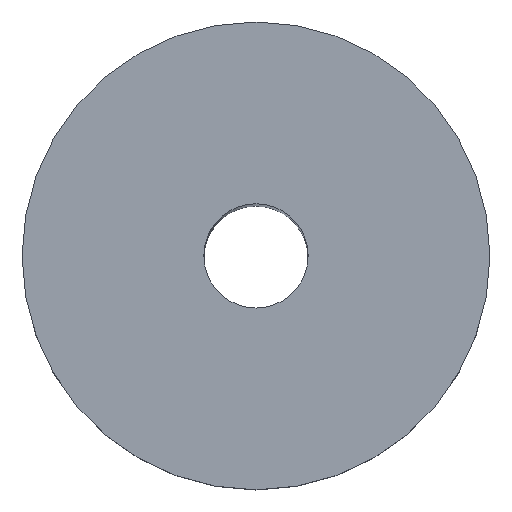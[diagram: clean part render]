
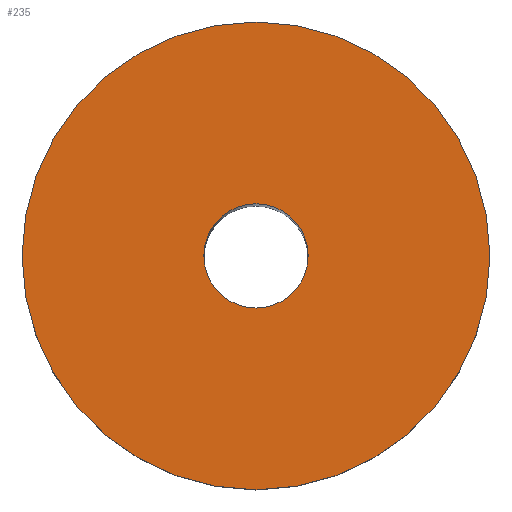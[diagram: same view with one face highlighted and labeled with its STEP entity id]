
A CAD part, top view. The second image highlights one B-rep face of the part: STEP entity #235.
In plain terms, the highlighted planar face has unit normal (0, 0, 1).
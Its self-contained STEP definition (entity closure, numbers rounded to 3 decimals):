
#22=FACE_BOUND('',#58,.T.);
#29=PLANE('',#280);
#42=FACE_OUTER_BOUND('',#57,.T.);
#57=EDGE_LOOP('',(#211));
#58=EDGE_LOOP('',(#212));
#89=CIRCLE('',#255,2.117);
#104=CIRCLE('',#281,9.5);
#107=VERTEX_POINT('',#374);
#124=VERTEX_POINT('',#429);
#128=EDGE_CURVE('',#107,#107,#89,.T.);
#154=EDGE_CURVE('',#124,#124,#104,.T.);
#211=ORIENTED_EDGE('',*,*,#154,.F.);
#212=ORIENTED_EDGE('',*,*,#128,.T.);
#235=ADVANCED_FACE('',(#42,#22),#29,.T.);
#255=AXIS2_PLACEMENT_3D('',#376,#295,#296);
#280=AXIS2_PLACEMENT_3D('',#428,#356,#357);
#281=AXIS2_PLACEMENT_3D('',#430,#358,#359);
#295=DIRECTION('center_axis',(0.,0.,-1.));
#296=DIRECTION('ref_axis',(-1.,0.,0.));
#356=DIRECTION('center_axis',(0.,0.,1.));
#357=DIRECTION('ref_axis',(1.,0.,0.));
#358=DIRECTION('center_axis',(0.,0.,-1.));
#359=DIRECTION('ref_axis',(1.,0.,0.));
#374=CARTESIAN_POINT('',(2.117,0.,57.));
#376=CARTESIAN_POINT('Origin',(0.,0.,57.));
#428=CARTESIAN_POINT('Origin',(0.,9.5,57.));
#429=CARTESIAN_POINT('',(0.,-9.5,57.));
#430=CARTESIAN_POINT('Origin',(0.,0.,57.));
